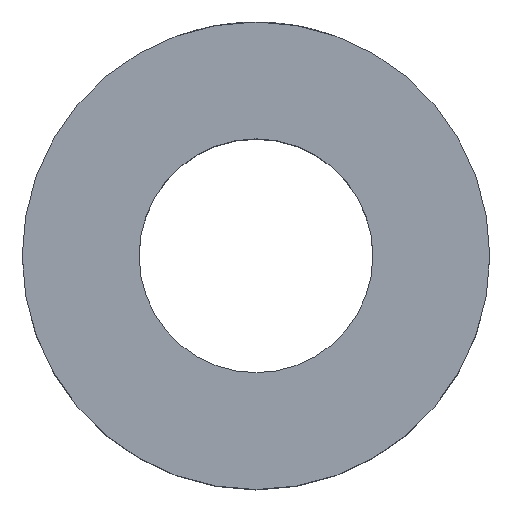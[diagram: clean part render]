
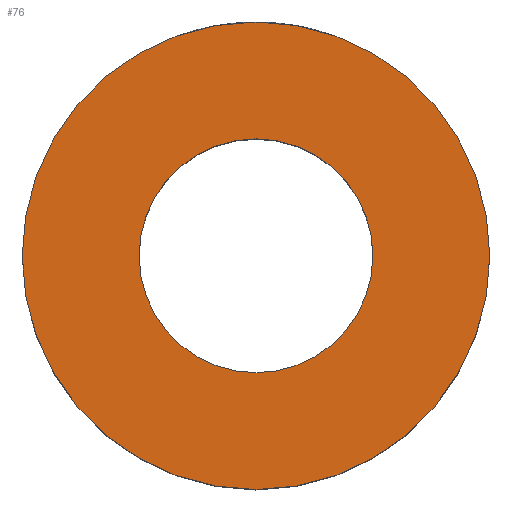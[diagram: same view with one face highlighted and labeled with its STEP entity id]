
A CAD part, top view. The second image highlights one B-rep face of the part: STEP entity #76.
In plain terms, the highlighted planar face has unit normal (0, 0, 1).
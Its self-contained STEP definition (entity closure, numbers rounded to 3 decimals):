
#1 = DIRECTION ( 'NONE',  ( 0., 0., 1. ) ) ;
#7 = CARTESIAN_POINT ( 'NONE',  ( -3., 0., 6. ) ) ;
#9 = VERTEX_POINT ( 'NONE', #313 ) ;
#26 = CARTESIAN_POINT ( 'NONE',  ( 0., 0., 6. ) ) ;
#29 = DIRECTION ( 'NONE',  ( 0., 0., 1. ) ) ;
#31 = CARTESIAN_POINT ( 'NONE',  ( 0., 0., 6. ) ) ;
#45 = CIRCLE ( 'NONE', #80, 3. ) ;
#49 = EDGE_LOOP ( 'NONE', ( #215, #71 ) ) ;
#65 = DIRECTION ( 'NONE',  ( 1., 0., 0. ) ) ;
#71 = ORIENTED_EDGE ( 'NONE', *, *, #230, .F. ) ;
#76 = ADVANCED_FACE ( 'NONE', ( #356, #360 ), #191, .T. ) ;
#80 = AXIS2_PLACEMENT_3D ( 'NONE', #309, #120, #179 ) ;
#90 = DIRECTION ( 'NONE',  ( 1., 0., 0. ) ) ;
#109 = ORIENTED_EDGE ( 'NONE', *, *, #130, .T. ) ;
#120 = DIRECTION ( 'NONE',  ( 0., 0., 1. ) ) ;
#121 = CIRCLE ( 'NONE', #349, 6. ) ;
#123 = ORIENTED_EDGE ( 'NONE', *, *, #152, .T. ) ;
#125 = AXIS2_PLACEMENT_3D ( 'NONE', #144, #267, #65 ) ;
#130 = EDGE_CURVE ( 'NONE', #156, #9, #153, .T. ) ;
#144 = CARTESIAN_POINT ( 'NONE',  ( 0., 0., 6. ) ) ;
#145 = CARTESIAN_POINT ( 'NONE',  ( 3., 0., 6. ) ) ;
#152 = EDGE_CURVE ( 'NONE', #9, #156, #121, .T. ) ;
#153 = CIRCLE ( 'NONE', #208, 6. ) ;
#156 = VERTEX_POINT ( 'NONE', #171 ) ;
#170 = AXIS2_PLACEMENT_3D ( 'NONE', #26, #375, #200 ) ;
#171 = CARTESIAN_POINT ( 'NONE',  ( 6., 0., 6. ) ) ;
#179 = DIRECTION ( 'NONE',  ( 1., 0., 0. ) ) ;
#191 = PLANE ( 'NONE',  #170 ) ;
#200 = DIRECTION ( 'NONE',  ( 1., 0., 0. ) ) ;
#208 = AXIS2_PLACEMENT_3D ( 'NONE', #31, #29, #90 ) ;
#215 = ORIENTED_EDGE ( 'NONE', *, *, #217, .F. ) ;
#217 = EDGE_CURVE ( 'NONE', #357, #251, #275, .T. ) ;
#230 = EDGE_CURVE ( 'NONE', #251, #357, #45, .T. ) ;
#251 = VERTEX_POINT ( 'NONE', #145 ) ;
#265 = EDGE_LOOP ( 'NONE', ( #123, #109 ) ) ;
#267 = DIRECTION ( 'NONE',  ( 0., 0., 1. ) ) ;
#275 = CIRCLE ( 'NONE', #125, 3. ) ;
#309 = CARTESIAN_POINT ( 'NONE',  ( 0., 0., 6. ) ) ;
#313 = CARTESIAN_POINT ( 'NONE',  ( -6., 0., 6. ) ) ;
#325 = CARTESIAN_POINT ( 'NONE',  ( 0., 0., 6. ) ) ;
#348 = DIRECTION ( 'NONE',  ( 1., 0., 0. ) ) ;
#349 = AXIS2_PLACEMENT_3D ( 'NONE', #325, #1, #348 ) ;
#356 = FACE_OUTER_BOUND ( 'NONE', #265, .T. ) ;
#357 = VERTEX_POINT ( 'NONE', #7 ) ;
#360 = FACE_BOUND ( 'NONE', #49, .T. ) ;
#375 = DIRECTION ( 'NONE',  ( 0., 0., 1. ) ) ;
